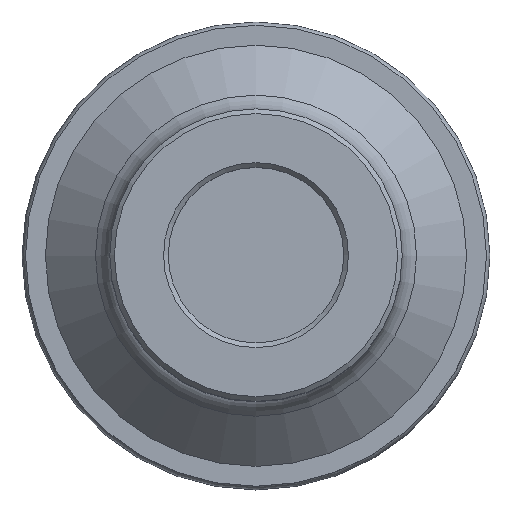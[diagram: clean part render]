
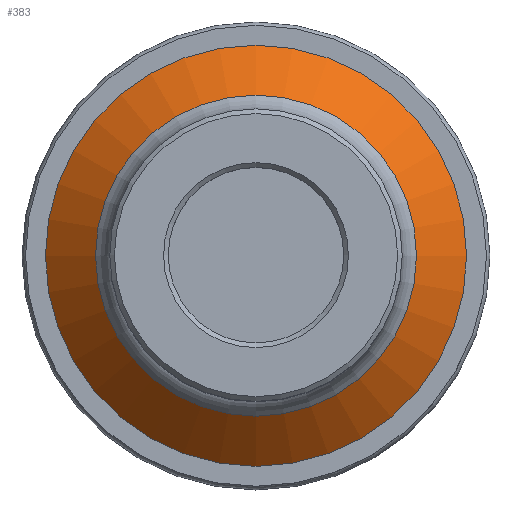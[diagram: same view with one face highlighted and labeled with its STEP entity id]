
A CAD part, top view. The second image highlights one B-rep face of the part: STEP entity #383.
In plain terms, the highlighted conical face has half-angle 46 degrees and reference radius 7.93 mm.
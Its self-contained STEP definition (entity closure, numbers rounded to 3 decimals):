
#29=CONICAL_SURFACE('',#461,7.93,0.803);
#40=LINE('',#719,#52);
#52=VECTOR('',#594,7.93);
#78=FACE_OUTER_BOUND('',#105,.T.);
#105=EDGE_LOOP('',(#331,#332,#333,#334,#335,#336));
#144=CIRCLE('',#459,9.);
#145=CIRCLE('',#460,9.);
#146=CIRCLE('',#462,6.861);
#147=CIRCLE('',#463,6.861);
#185=VERTEX_POINT('',#713);
#186=VERTEX_POINT('',#714);
#187=VERTEX_POINT('',#718);
#188=VERTEX_POINT('',#720);
#236=EDGE_CURVE('',#185,#186,#144,.T.);
#237=EDGE_CURVE('',#186,#185,#145,.T.);
#238=EDGE_CURVE('',#186,#187,#40,.T.);
#239=EDGE_CURVE('',#188,#187,#146,.T.);
#240=EDGE_CURVE('',#187,#188,#147,.T.);
#331=ORIENTED_EDGE('',*,*,#236,.T.);
#332=ORIENTED_EDGE('',*,*,#238,.T.);
#333=ORIENTED_EDGE('',*,*,#239,.F.);
#334=ORIENTED_EDGE('',*,*,#240,.F.);
#335=ORIENTED_EDGE('',*,*,#238,.F.);
#336=ORIENTED_EDGE('',*,*,#237,.T.);
#383=ADVANCED_FACE('',(#78),#29,.T.);
#459=AXIS2_PLACEMENT_3D('',#715,#588,#589);
#460=AXIS2_PLACEMENT_3D('',#716,#590,#591);
#461=AXIS2_PLACEMENT_3D('',#717,#592,#593);
#462=AXIS2_PLACEMENT_3D('',#721,#595,#596);
#463=AXIS2_PLACEMENT_3D('',#722,#597,#598);
#588=DIRECTION('center_axis',(0.,0.,1.));
#589=DIRECTION('ref_axis',(1.,0.,0.));
#590=DIRECTION('center_axis',(0.,0.,1.));
#591=DIRECTION('ref_axis',(1.,0.,0.));
#592=DIRECTION('center_axis',(0.,0.,-1.));
#593=DIRECTION('ref_axis',(1.,0.,0.));
#594=DIRECTION('',(0.719,0.,0.695));
#595=DIRECTION('center_axis',(0.,0.,1.));
#596=DIRECTION('ref_axis',(1.,0.,0.));
#597=DIRECTION('center_axis',(0.,0.,1.));
#598=DIRECTION('ref_axis',(1.,0.,0.));
#713=CARTESIAN_POINT('',(9.,0.,7.555));
#714=CARTESIAN_POINT('',(-9.,0.,7.555));
#715=CARTESIAN_POINT('Origin',(0.,0.,7.555));
#716=CARTESIAN_POINT('Origin',(0.,0.,7.555));
#717=CARTESIAN_POINT('Origin',(0.,0.,8.588));
#718=CARTESIAN_POINT('',(-6.861,0.,9.621));
#719=CARTESIAN_POINT('',(-7.93,0.,8.588));
#720=CARTESIAN_POINT('',(6.861,0.,9.621));
#721=CARTESIAN_POINT('Origin',(0.,0.,9.621));
#722=CARTESIAN_POINT('Origin',(0.,0.,9.621));
